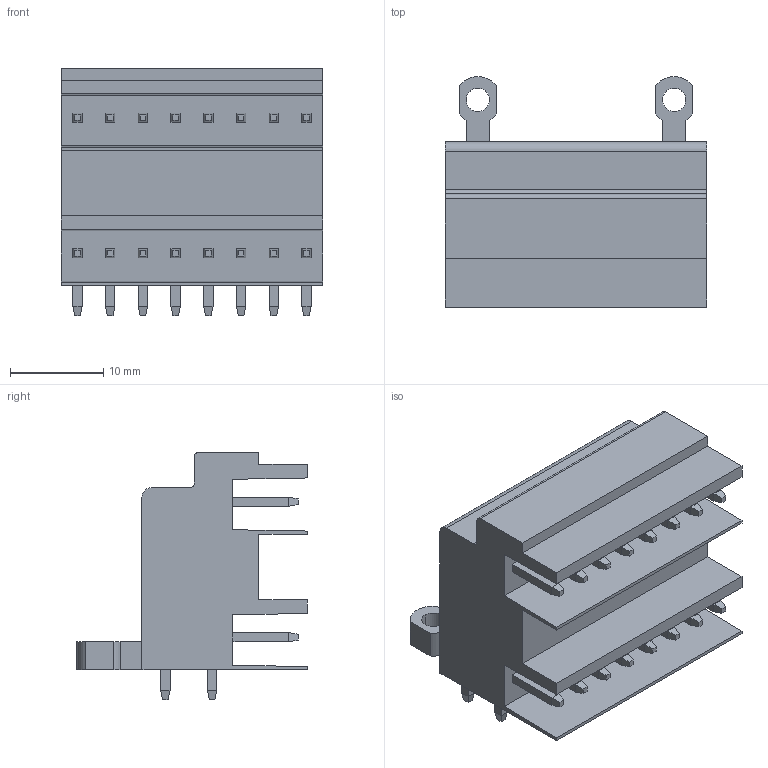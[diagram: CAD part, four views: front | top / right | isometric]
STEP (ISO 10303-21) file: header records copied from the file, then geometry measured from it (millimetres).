
FILE_DESCRIPTION(('CATIA V5 STEP Exchange','CAx-IF Rec.Pracs.--- Model Styling and Organization---1.2---2011-12-15'),'2;1');
FILE_NAME ('D1453932_0_1633410000_1633410000.stp','2018-11-03T07:48:12+00:00',('none'),('Weidmueller'),'CATIA Version 5-6 Release 2014','CATIA V5 STEP AP214','none');
FILE_SCHEMA(('AUTOMOTIVE_DESIGN { 1 0 10303 214 1 1 1 1 }'));
Length unit declared in the file: millimetre
Products named in the file (1): 1633410000
Bounding box: 28 x 24.7 x 26.5 mm (x, y, z)
Volume: 7515.2 mm3; surface area: 6756.1 mm2
Topology: 17 solids, 17 shells, 399 faces, 967 edges, 602 vertices
Faces by surface type: plane 384, cylinder 15
Entity records: 10105 total; most frequent: ORIENTED_EDGE 1934, CARTESIAN_POINT 1860, DIRECTION 1163, EDGE_CURVE 967, VECTOR 809, LINE 809, VERTEX_POINT 602, EDGE_LOOP 435
